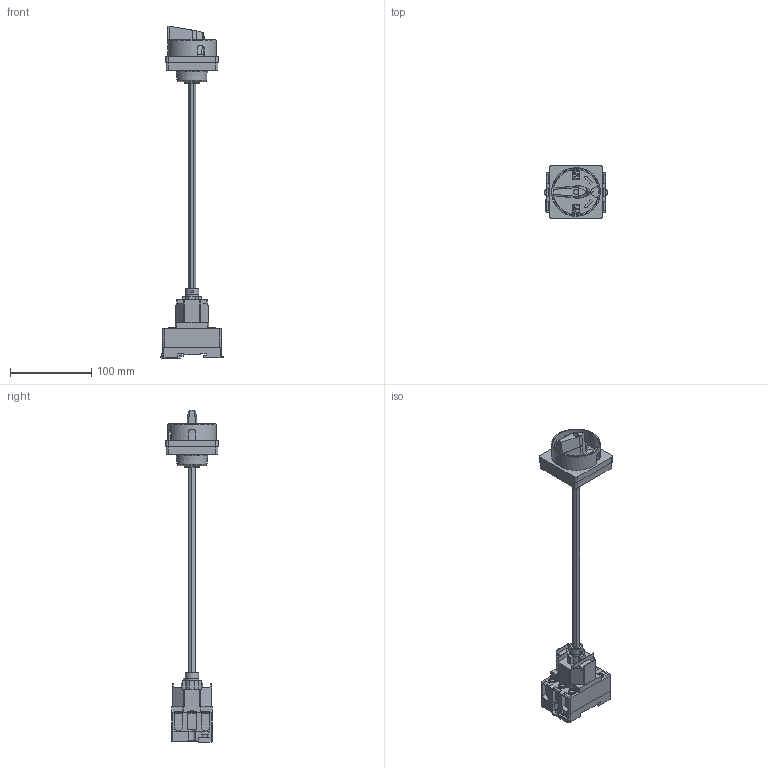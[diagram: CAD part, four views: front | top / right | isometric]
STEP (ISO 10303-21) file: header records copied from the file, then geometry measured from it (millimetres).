
FILE_DESCRIPTION((''),'2;1');
FILE_NAME('60D10147X01 - PDS2-325-PHGRY11.stp','2015-06-09T17:45:40',('mroknich'),(''),'Autodesk Inventor 2013','Autodesk Inventor 2013','');
FILE_SCHEMA(('AUTOMOTIVE_DESIGN { 1 0 10303 214 1 1 1 1 }'));
Length unit declared in the file: inch
Products named in the file (1): 60D10147X01
Bounding box: 77.3 x 64.92 x 408.3 mm (x, y, z)
Volume: 288360.7 mm3; surface area: 69402.3 mm2
Topology: 1 solids, 2 shells, 653 faces, 1771 edges, 1157 vertices
Faces by surface type: plane 445, cylinder 127, bspline 50, torus 26, cone 3, sphere 2
Full cylindrical faces by diameter (mm): 2.418 x1, 2.883 x1, 3.175 x4, 4.47 x2, 4.674 x1, 6.401 x1, 7.061 x6, 9.906 x4, 13.155 x1, 13.156 x1, 16.966 x1, 17.653 x1, 17.78 x1, 57.48 x1, 59.766 x1
Entity records: 21909 total; most frequent: CARTESIAN_POINT 5040, ORIENTED_EDGE 3444, DIRECTION 3121, EDGE_CURVE 1722, VECTOR 1227, LINE 1227, VERTEX_POINT 1148, AXIS2_PLACEMENT_3D 947
